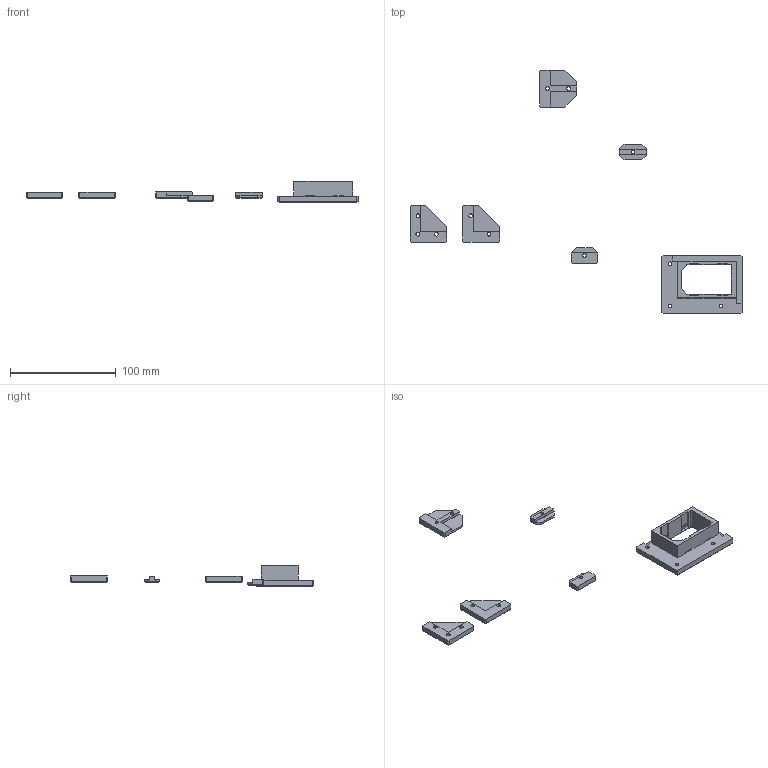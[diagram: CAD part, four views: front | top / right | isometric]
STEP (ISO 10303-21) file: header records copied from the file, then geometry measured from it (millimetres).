
FILE_DESCRIPTION(/* description */ (''),/* implementation_level */ '2;1');
FILE_NAME(/* name */ 'VCore-3-Power-Inlet-with-Cover v4.step',/* time_stamp */ '2023-09-10T15:15:29+02:00',/* author */ (''),/* organization */ (''),/* preprocessor_version */ 'ST-DEVELOPER v19.2',/* originating_system */ 'Autodesk Translation Framework v12.6.0.85',/* authorisation */ '');
FILE_SCHEMA (('AUTOMOTIVE_DESIGN { 1 0 10303 214 3 1 1 }'));
Length unit declared in the file: millimetre
Products named in the file (1): VCore-3-Power-Inlet-with-Cover
Bounding box: 314.6 x 230.92 x 20 mm (x, y, z)
Volume: 39577.4 mm3; surface area: 24076 mm2
Topology: 6 solids, 6 shells, 214 faces, 526 edges, 326 vertices
Faces by surface type: plane 182, cylinder 26, cone 6
Full cylindrical faces by diameter (mm): 3.5 x11, 3.8 x1, 6 x8
Entity records: 6228 total; most frequent: CARTESIAN_POINT 1067, ORIENTED_EDGE 1052, DIRECTION 1014, EDGE_CURVE 526, LINE 468, VECTOR 468, VERTEX_POINT 326, AXIS2_PLACEMENT_3D 273
